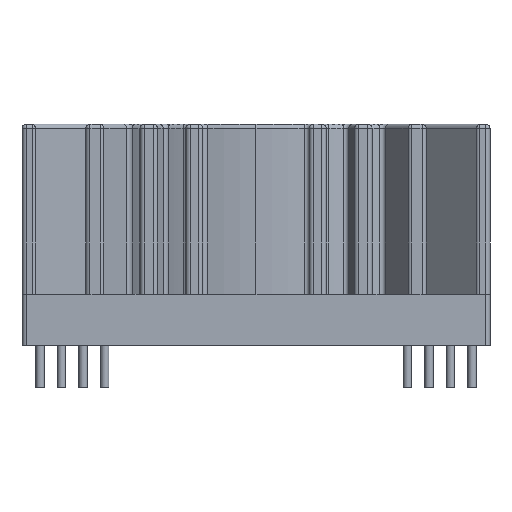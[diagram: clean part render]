
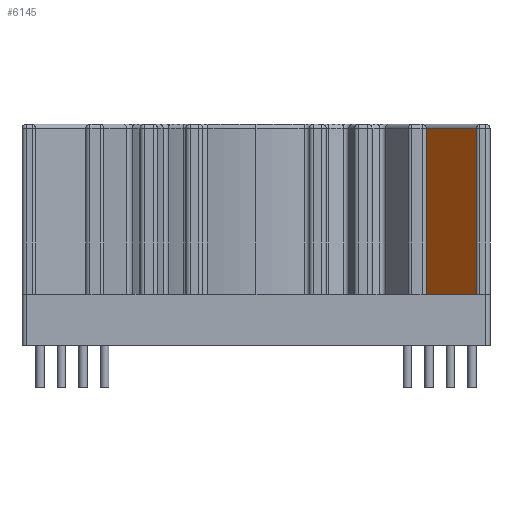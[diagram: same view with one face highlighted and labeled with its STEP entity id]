
A CAD part, left-side view. The second image highlights one B-rep face of the part: STEP entity #6145.
In plain terms, the highlighted planar face has unit normal (-0.707, 0.707, 0).
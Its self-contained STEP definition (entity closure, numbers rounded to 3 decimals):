
#1088 = PLANE('',#1089);
#1089 = AXIS2_PLACEMENT_3D('',#1090,#1091,#1092);
#1090 = CARTESIAN_POINT('',(0.,0.,6.));
#1091 = DIRECTION('',(0.,0.,1.));
#1092 = DIRECTION('',(1.,0.,0.));
#1885 = CYLINDRICAL_SURFACE('',#1886,0.5);
#1886 = AXIS2_PLACEMENT_3D('',#1887,#1888,#1889);
#1887 = CARTESIAN_POINT('',(-27.,-26.293,6.));
#1888 = DIRECTION('',(-0.,-0.,-1.));
#1889 = DIRECTION('',(1.,0.,0.));
#2043 = VERTEX_POINT('',#2044);
#2044 = CARTESIAN_POINT('',(-27.354,-25.939,6.));
#2066 = EDGE_CURVE('',#2067,#2043,#2069,.T.);
#2067 = VERTEX_POINT('',#2068);
#2068 = CARTESIAN_POINT('',(-20.478,-19.063,6.));
#2069 = SURFACE_CURVE('',#2070,(#2074,#2081),.PCURVE_S1.);
#2070 = LINE('',#2071,#2072);
#2071 = CARTESIAN_POINT('',(-20.478,-19.063,6.));
#2072 = VECTOR('',#2073,1.);
#2073 = DIRECTION('',(-0.707,-0.707,0.));
#2074 = PCURVE('',#1088,#2075);
#2075 = DEFINITIONAL_REPRESENTATION('',(#2076),#2080);
#2076 = LINE('',#2077,#2078);
#2077 = CARTESIAN_POINT('',(-20.478,-19.063));
#2078 = VECTOR('',#2079,1.);
#2079 = DIRECTION('',(-0.707,-0.707));
#2080 = ( GEOMETRIC_REPRESENTATION_CONTEXT(2) 
PARAMETRIC_REPRESENTATION_CONTEXT() REPRESENTATION_CONTEXT('2D SPACE',''
  ) );
#2081 = PCURVE('',#2082,#2087);
#2082 = PLANE('',#2083);
#2083 = AXIS2_PLACEMENT_3D('',#2084,#2085,#2086);
#2084 = CARTESIAN_POINT('',(-20.478,-19.063,6.));
#2085 = DIRECTION('',(0.707,-0.707,0.)
  );
#2086 = DIRECTION('',(-0.707,-0.707,0.));
#2087 = DEFINITIONAL_REPRESENTATION('',(#2088),#2092);
#2088 = LINE('',#2089,#2090);
#2089 = CARTESIAN_POINT('',(0.,0.));
#2090 = VECTOR('',#2091,1.);
#2091 = DIRECTION('',(1.,0.));
#2092 = ( GEOMETRIC_REPRESENTATION_CONTEXT(2) 
PARAMETRIC_REPRESENTATION_CONTEXT() REPRESENTATION_CONTEXT('2D SPACE',''
  ) );
#2115 = CYLINDRICAL_SURFACE('',#2116,0.5);
#2116 = AXIS2_PLACEMENT_3D('',#2117,#2118,#2119);
#2117 = CARTESIAN_POINT('',(-20.831,-18.71,6.));
#2118 = DIRECTION('',(0.,0.,-1.));
#2119 = DIRECTION('',(1.,0.,0.));
#5504 = EDGE_CURVE('',#2043,#5505,#5507,.T.);
#5505 = VERTEX_POINT('',#5506);
#5506 = CARTESIAN_POINT('',(-27.354,-25.939,25.5));
#5507 = SURFACE_CURVE('',#5508,(#5512,#5519),.PCURVE_S1.);
#5508 = LINE('',#5509,#5510);
#5509 = CARTESIAN_POINT('',(-27.354,-25.939,6.));
#5510 = VECTOR('',#5511,1.);
#5511 = DIRECTION('',(0.,0.,1.));
#5512 = PCURVE('',#1885,#5513);
#5513 = DEFINITIONAL_REPRESENTATION('',(#5514),#5518);
#5514 = LINE('',#5515,#5516);
#5515 = CARTESIAN_POINT('',(-2.356,0.));
#5516 = VECTOR('',#5517,1.);
#5517 = DIRECTION('',(-0.,-1.));
#5518 = ( GEOMETRIC_REPRESENTATION_CONTEXT(2) 
PARAMETRIC_REPRESENTATION_CONTEXT() REPRESENTATION_CONTEXT('2D SPACE',''
  ) );
#5519 = PCURVE('',#2082,#5520);
#5520 = DEFINITIONAL_REPRESENTATION('',(#5521),#5525);
#5521 = LINE('',#5522,#5523);
#5522 = CARTESIAN_POINT('',(9.724,0.));
#5523 = VECTOR('',#5524,1.);
#5524 = DIRECTION('',(0.,-1.));
#5525 = ( GEOMETRIC_REPRESENTATION_CONTEXT(2) 
PARAMETRIC_REPRESENTATION_CONTEXT() REPRESENTATION_CONTEXT('2D SPACE',''
  ) );
#6096 = VERTEX_POINT('',#6097);
#6097 = CARTESIAN_POINT('',(-20.478,-19.063,25.5));
#6124 = EDGE_CURVE('',#2067,#6096,#6125,.T.);
#6125 = SURFACE_CURVE('',#6126,(#6130,#6137),.PCURVE_S1.);
#6126 = LINE('',#6127,#6128);
#6127 = CARTESIAN_POINT('',(-20.478,-19.063,6.));
#6128 = VECTOR('',#6129,1.);
#6129 = DIRECTION('',(0.,0.,1.));
#6130 = PCURVE('',#2115,#6131);
#6131 = DEFINITIONAL_REPRESENTATION('',(#6132),#6136);
#6132 = LINE('',#6133,#6134);
#6133 = CARTESIAN_POINT('',(0.785,0.));
#6134 = VECTOR('',#6135,1.);
#6135 = DIRECTION('',(0.,-1.));
#6136 = ( GEOMETRIC_REPRESENTATION_CONTEXT(2) 
PARAMETRIC_REPRESENTATION_CONTEXT() REPRESENTATION_CONTEXT('2D SPACE',''
  ) );
#6137 = PCURVE('',#2082,#6138);
#6138 = DEFINITIONAL_REPRESENTATION('',(#6139),#6143);
#6139 = LINE('',#6140,#6141);
#6140 = CARTESIAN_POINT('',(0.,0.));
#6141 = VECTOR('',#6142,1.);
#6142 = DIRECTION('',(0.,-1.));
#6143 = ( GEOMETRIC_REPRESENTATION_CONTEXT(2) 
PARAMETRIC_REPRESENTATION_CONTEXT() REPRESENTATION_CONTEXT('2D SPACE',''
  ) );
#6145 = ADVANCED_FACE('',(#6146),#2082,.F.);
#6146 = FACE_BOUND('',#6147,.F.);
#6147 = EDGE_LOOP('',(#6148,#6149,#6175,#6176));
#6148 = ORIENTED_EDGE('',*,*,#6124,.T.);
#6149 = ORIENTED_EDGE('',*,*,#6150,.T.);
#6150 = EDGE_CURVE('',#6096,#5505,#6151,.T.);
#6151 = SURFACE_CURVE('',#6152,(#6156,#6163),.PCURVE_S1.);
#6152 = LINE('',#6153,#6154);
#6153 = CARTESIAN_POINT('',(-20.478,-19.063,25.5));
#6154 = VECTOR('',#6155,1.);
#6155 = DIRECTION('',(-0.707,-0.707,0.));
#6156 = PCURVE('',#2082,#6157);
#6157 = DEFINITIONAL_REPRESENTATION('',(#6158),#6162);
#6158 = LINE('',#6159,#6160);
#6159 = CARTESIAN_POINT('',(0.,-19.5));
#6160 = VECTOR('',#6161,1.);
#6161 = DIRECTION('',(1.,0.));
#6162 = ( GEOMETRIC_REPRESENTATION_CONTEXT(2) 
PARAMETRIC_REPRESENTATION_CONTEXT() REPRESENTATION_CONTEXT('2D SPACE',''
  ) );
#6163 = PCURVE('',#6164,#6169);
#6164 = CYLINDRICAL_SURFACE('',#6165,0.5);
#6165 = AXIS2_PLACEMENT_3D('',#6166,#6167,#6168);
#6166 = CARTESIAN_POINT('',(-20.124,-19.417,25.5));
#6167 = DIRECTION('',(-0.707,-0.707,0.));
#6168 = DIRECTION('',(-0.707,0.707,0.)
  );
#6169 = DEFINITIONAL_REPRESENTATION('',(#6170),#6174);
#6170 = LINE('',#6171,#6172);
#6171 = CARTESIAN_POINT('',(-0.,0.));
#6172 = VECTOR('',#6173,1.);
#6173 = DIRECTION('',(-0.,1.));
#6174 = ( GEOMETRIC_REPRESENTATION_CONTEXT(2) 
PARAMETRIC_REPRESENTATION_CONTEXT() REPRESENTATION_CONTEXT('2D SPACE',''
  ) );
#6175 = ORIENTED_EDGE('',*,*,#5504,.F.);
#6176 = ORIENTED_EDGE('',*,*,#2066,.F.);
